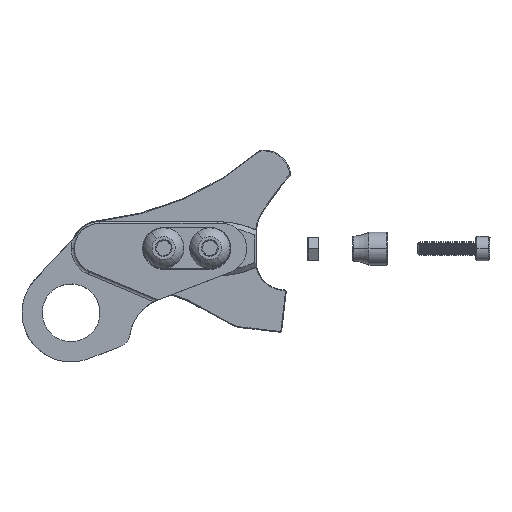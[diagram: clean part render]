
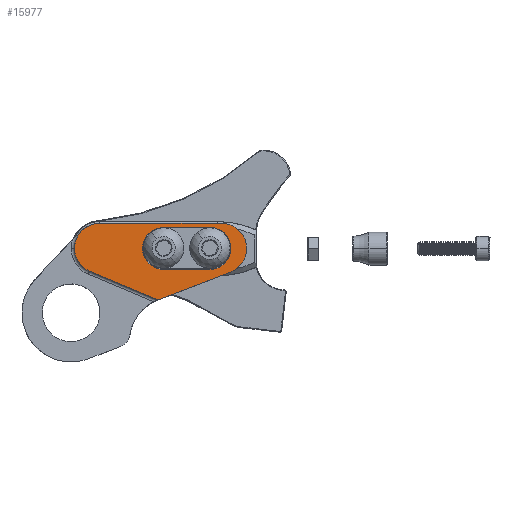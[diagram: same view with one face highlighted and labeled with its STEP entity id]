
A CAD part, top view. The second image highlights one B-rep face of the part: STEP entity #15977.
In plain terms, the highlighted planar face has unit normal (0, 0, 1).
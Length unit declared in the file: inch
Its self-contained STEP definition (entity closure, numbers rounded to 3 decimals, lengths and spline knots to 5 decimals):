
#239 = ORIENTED_EDGE ( 'NONE', *, *, #18305, .F. ) ;
#323 = CARTESIAN_POINT ( 'NONE',  ( 5.95767, -1.2782, 0.94492 ) ) ;
#406 = ORIENTED_EDGE ( 'NONE', *, *, #7269, .F. ) ;
#546 = EDGE_CURVE ( 'NONE', #6571, #11241, #16763, .T. ) ;
#656 = EDGE_CURVE ( 'NONE', #18677, #3513, #17687, .T. ) ;
#851 = CARTESIAN_POINT ( 'NONE',  ( 5.81897, -0.40724, 0.94492 ) ) ;
#913 = VECTOR ( 'NONE', #6457, 39.37008 ) ;
#992 = VECTOR ( 'NONE', #9485, 39.37008 ) ;
#1423 = CIRCLE ( 'NONE', #12268, 0.28653 ) ;
#1494 = VERTEX_POINT ( 'NONE', #8160 ) ;
#1567 = CARTESIAN_POINT ( 'NONE',  ( 5.53908, -2.01987, 0.94492 ) ) ;
#1825 = CARTESIAN_POINT ( 'NONE',  ( 5.48393, -0.48977, 0.94492 ) ) ;
#1869 = DIRECTION ( 'NONE',  ( 0., 0., 1. ) ) ;
#1919 = DIRECTION ( 'NONE',  ( 0., 0., 1. ) ) ;
#2001 = LINE ( 'NONE', #851, #18166 ) ;
#2048 = ORIENTED_EDGE ( 'NONE', *, *, #15656, .F. ) ;
#2118 = AXIS2_PLACEMENT_3D ( 'NONE', #13289, #18914, #14445 ) ;
#2119 = DIRECTION ( 'NONE',  ( 1., 0., 0. ) ) ;
#2565 = VERTEX_POINT ( 'NONE', #5658 ) ;
#2652 = CARTESIAN_POINT ( 'NONE',  ( 5.77751, -0.31584, 0.94492 ) ) ;
#3135 = ORIENTED_EDGE ( 'NONE', *, *, #3287, .T. ) ;
#3219 = CARTESIAN_POINT ( 'NONE',  ( 6.18949, -2.03151, 0.94492 ) ) ;
#3287 = EDGE_CURVE ( 'NONE', #17726, #11241, #16853, .T. ) ;
#3503 = CARTESIAN_POINT ( 'NONE',  ( 5.85313, -2.10824, 0.94492 ) ) ;
#3513 = VERTEX_POINT ( 'NONE', #4243 ) ;
#3536 = VECTOR ( 'NONE', #8506, 39.37008 ) ;
#3558 = CARTESIAN_POINT ( 'NONE',  ( 5.95767, -1.2782, 0.94492 ) ) ;
#3694 = ORIENTED_EDGE ( 'NONE', *, *, #17569, .T. ) ;
#3865 = DIRECTION ( 'NONE',  ( 0., 0., -1. ) ) ;
#4240 = EDGE_LOOP ( 'NONE', ( #239, #7992, #3135, #4967, #14553 ) ) ;
#4243 = CARTESIAN_POINT ( 'NONE',  ( 5.40804, -0.15708, 0.94492 ) ) ;
#4333 = DIRECTION ( 'NONE',  ( 1., 0., 0. ) ) ;
#4696 = DIRECTION ( 'NONE',  ( 1., 0., 0. ) ) ;
#4967 = ORIENTED_EDGE ( 'NONE', *, *, #546, .F. ) ;
#5658 = CARTESIAN_POINT ( 'NONE',  ( 5.5666, -2.30041, 0.94492 ) ) ;
#5736 = ORIENTED_EDGE ( 'NONE', *, *, #7644, .T. ) ;
#5884 = VERTEX_POINT ( 'NONE', #10105 ) ;
#6313 = DIRECTION ( 'NONE',  ( 1., 0., 0. ) ) ;
#6457 = DIRECTION ( 'NONE',  ( 0.172, 0.985, 0. ) ) ;
#6571 = VERTEX_POINT ( 'NONE', #18058 ) ;
#6835 = EDGE_CURVE ( 'NONE', #17726, #1494, #1423, .T. ) ;
#7269 = EDGE_CURVE ( 'NONE', #18677, #14324, #12570, .T. ) ;
#7644 = EDGE_CURVE ( 'NONE', #12873, #14324, #2001, .T. ) ;
#7761 = CARTESIAN_POINT ( 'NONE',  ( 4.98822, -1.43805, 0.94492 ) ) ;
#7992 = ORIENTED_EDGE ( 'NONE', *, *, #6835, .F. ) ;
#8160 = CARTESIAN_POINT ( 'NONE',  ( 5.39897, -1.40565, 0.94492 ) ) ;
#8382 = PLANE ( 'NONE',  #11156 ) ;
#8412 = LINE ( 'NONE', #9965, #3536 ) ;
#8506 = DIRECTION ( 'NONE',  ( 0.222, -0.975, 0. ) ) ;
#8822 = EDGE_CURVE ( 'NONE', #2565, #8943, #14455, .T. ) ;
#8910 = CARTESIAN_POINT ( 'NONE',  ( 5.15233, -0.42625, 0.94492 ) ) ;
#8943 = VERTEX_POINT ( 'NONE', #7761 ) ;
#8965 = ORIENTED_EDGE ( 'NONE', *, *, #656, .T. ) ;
#9380 = LINE ( 'NONE', #15295, #913 ) ;
#9485 = DIRECTION ( 'NONE',  ( 0.222, -0.975, 0. ) ) ;
#9784 = EDGE_CURVE ( 'NONE', #14378, #6571, #10673, .T. ) ;
#9965 = CARTESIAN_POINT ( 'NONE',  ( 5.39897, -1.40565, 0.94492 ) ) ;
#10105 = CARTESIAN_POINT ( 'NONE',  ( 4.98126, -1.40524, 0.94492 ) ) ;
#10293 = CARTESIAN_POINT ( 'NONE',  ( 2.77526, 1.86139, 0.94492 ) ) ;
#10507 = CIRCLE ( 'NONE', #11440, 0.33528 ) ;
#10673 = CIRCLE ( 'NONE', #15603, 0.28653 ) ;
#10792 = CIRCLE ( 'NONE', #16960, 0.345 ) ;
#11016 = FACE_OUTER_BOUND ( 'NONE', #13744, .T. ) ;
#11156 = AXIS2_PLACEMENT_3D ( 'NONE', #19023, #14653, #16919 ) ;
#11241 = VERTEX_POINT ( 'NONE', #14438 ) ;
#11440 = AXIS2_PLACEMENT_3D ( 'NONE', #13357, #16052, #4333 ) ;
#11472 = VERTEX_POINT ( 'NONE', #8910 ) ;
#11655 = FACE_BOUND ( 'NONE', #4240, .T. ) ;
#12268 = AXIS2_PLACEMENT_3D ( 'NONE', #16421, #17887, #4696 ) ;
#12309 = DIRECTION ( 'NONE',  ( 1., 0., 0. ) ) ;
#12570 = CIRCLE ( 'NONE', #17512, 0.42 ) ;
#12873 = VERTEX_POINT ( 'NONE', #3219 ) ;
#13031 = AXIS2_PLACEMENT_3D ( 'NONE', #1825, #1919, #12309 ) ;
#13289 = CARTESIAN_POINT ( 'NONE',  ( 5.02559, -1.41299, 0.94492 ) ) ;
#13357 = CARTESIAN_POINT ( 'NONE',  ( 5.48261, -0.48396, 0.94492 ) ) ;
#13693 = CARTESIAN_POINT ( 'NONE',  ( 5.81843, -1.95615, 0.94492 ) ) ;
#13744 = EDGE_LOOP ( 'NONE', ( #2048, #17088, #17623, #3694, #5736, #406, #8965, #16879 ) ) ;
#14077 = CARTESIAN_POINT ( 'NONE',  ( 5.81843, -1.95615, 0.94492 ) ) ;
#14267 = DIRECTION ( 'NONE',  ( 0., 0., 1. ) ) ;
#14324 = VERTEX_POINT ( 'NONE', #18055 ) ;
#14378 = VERTEX_POINT ( 'NONE', #1567 ) ;
#14438 = CARTESIAN_POINT ( 'NONE',  ( 6.09778, -1.89242, 0.94492 ) ) ;
#14445 = DIRECTION ( 'NONE',  ( 1., 0., 0. ) ) ;
#14455 = LINE ( 'NONE', #10293, #18690 ) ;
#14553 = ORIENTED_EDGE ( 'NONE', *, *, #9784, .F. ) ;
#14651 = DIRECTION ( 'NONE',  ( -0.557, 0.83, 0. ) ) ;
#14653 = DIRECTION ( 'NONE',  ( 0., 0., 1. ) ) ;
#14665 = EDGE_CURVE ( 'NONE', #5884, #8943, #17929, .T. ) ;
#15295 = CARTESIAN_POINT ( 'NONE',  ( 5.15233, -0.42625, 0.94492 ) ) ;
#15297 = DIRECTION ( 'NONE',  ( -0.222, 0.975, 0. ) ) ;
#15347 = DIRECTION ( 'NONE',  ( 1., 0., 0. ) ) ;
#15603 = AXIS2_PLACEMENT_3D ( 'NONE', #13693, #17973, #6313 ) ;
#15656 = EDGE_CURVE ( 'NONE', #5884, #11472, #9380, .T. ) ;
#15977 = ADVANCED_FACE ( 'NONE', ( #11655, #11016 ), #8382, .T. ) ;
#16052 = DIRECTION ( 'NONE',  ( 0., 0., 1. ) ) ;
#16421 = CARTESIAN_POINT ( 'NONE',  ( 5.67832, -1.34192, 0.94492 ) ) ;
#16763 = CIRCLE ( 'NONE', #18919, 0.28653 ) ;
#16853 = LINE ( 'NONE', #3558, #992 ) ;
#16879 = ORIENTED_EDGE ( 'NONE', *, *, #17058, .T. ) ;
#16919 = DIRECTION ( 'NONE',  ( 1., 0., 0. ) ) ;
#16960 = AXIS2_PLACEMENT_3D ( 'NONE', #3503, #1869, #15347 ) ;
#17058 = EDGE_CURVE ( 'NONE', #3513, #11472, #10507, .T. ) ;
#17088 = ORIENTED_EDGE ( 'NONE', *, *, #14665, .T. ) ;
#17157 = CARTESIAN_POINT ( 'NONE',  ( 5.41616, -0.52991, 0.94492 ) ) ;
#17177 = DIRECTION ( 'NONE',  ( 1., 0., 0. ) ) ;
#17512 = AXIS2_PLACEMENT_3D ( 'NONE', #17157, #3865, #2119 ) ;
#17569 = EDGE_CURVE ( 'NONE', #2565, #12873, #10792, .T. ) ;
#17623 = ORIENTED_EDGE ( 'NONE', *, *, #8822, .F. ) ;
#17687 = CIRCLE ( 'NONE', #13031, 0.34123 ) ;
#17726 = VERTEX_POINT ( 'NONE', #323 ) ;
#17887 = DIRECTION ( 'NONE',  ( 0., 0., 1. ) ) ;
#17929 = CIRCLE ( 'NONE', #2118, 0.045 ) ;
#17973 = DIRECTION ( 'NONE',  ( 0., 0., 1. ) ) ;
#18055 = CARTESIAN_POINT ( 'NONE',  ( 5.82565, -0.43651, 0.94492 ) ) ;
#18058 = CARTESIAN_POINT ( 'NONE',  ( 6.10496, -1.95615, 0.94492 ) ) ;
#18166 = VECTOR ( 'NONE', #15297, 39.37008 ) ;
#18305 = EDGE_CURVE ( 'NONE', #1494, #14378, #8412, .T. ) ;
#18677 = VERTEX_POINT ( 'NONE', #2652 ) ;
#18690 = VECTOR ( 'NONE', #14651, 39.37008 ) ;
#18914 = DIRECTION ( 'NONE',  ( 0., 0., 1. ) ) ;
#18919 = AXIS2_PLACEMENT_3D ( 'NONE', #14077, #14267, #17177 ) ;
#19023 = CARTESIAN_POINT ( 'NONE',  ( 5.48261, -0.48396, 0.94492 ) ) ;
